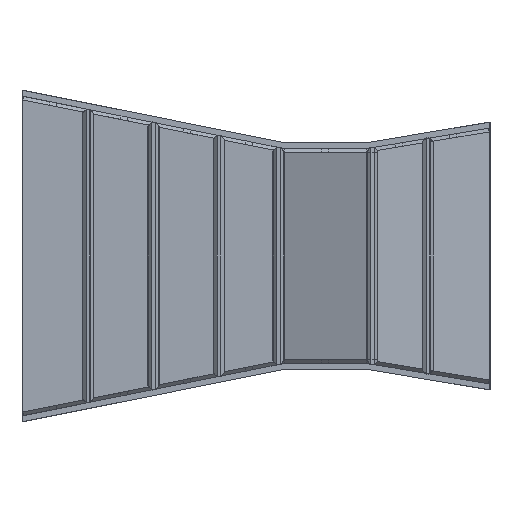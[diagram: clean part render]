
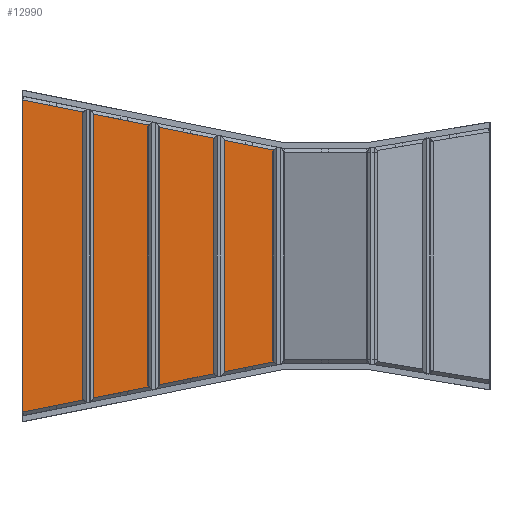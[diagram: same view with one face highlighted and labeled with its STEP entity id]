
A CAD part, front view. The second image highlights one B-rep face of the part: STEP entity #12990.
In plain terms, the highlighted planar face has unit normal (0, -1, 0).
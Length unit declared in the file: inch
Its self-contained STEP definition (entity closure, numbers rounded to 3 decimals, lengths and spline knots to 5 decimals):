
#271 = EDGE_CURVE ( 'NONE', #15163, #6116, #1543, .T. ) ;
#299 = DIRECTION ( 'NONE',  ( 0., 0., 1. ) ) ;
#1075 = VECTOR ( 'NONE', #13121, 39.37008 ) ;
#1329 = ORIENTED_EDGE ( 'NONE', *, *, #14742, .T. ) ;
#1543 = LINE ( 'NONE', #8907, #9592 ) ;
#2008 = ORIENTED_EDGE ( 'NONE', *, *, #271, .F. ) ;
#2475 = VERTEX_POINT ( 'NONE', #9788 ) ;
#2698 = VERTEX_POINT ( 'NONE', #15891 ) ;
#3070 = EDGE_LOOP ( 'NONE', ( #2008, #7473, #1329, #14461 ) ) ;
#3528 = CARTESIAN_POINT ( 'NONE',  ( -90.4822, -0.25, -45.3125 ) ) ;
#4202 = CARTESIAN_POINT ( 'NONE',  ( -88.2322, -0.25, -45.51741 ) ) ;
#4668 = VECTOR ( 'NONE', #6076, 39.37008 ) ;
#4848 = PLANE ( 'NONE',  #12686 ) ;
#5400 = CARTESIAN_POINT ( 'NONE',  ( -11.95092, -0.25, -30.24514 ) ) ;
#5924 = DIRECTION ( 'NONE',  ( 0., 0., -1. ) ) ;
#6076 = DIRECTION ( 'NONE',  ( 0.981, 0., -0.196 ) ) ;
#6116 = VERTEX_POINT ( 'NONE', #14631 ) ;
#6914 = CARTESIAN_POINT ( 'NONE',  ( -12.04533, -0.25, -45.3125 ) ) ;
#7473 = ORIENTED_EDGE ( 'NONE', *, *, #9607, .F. ) ;
#8907 = CARTESIAN_POINT ( 'NONE',  ( -88.2322, -0.25, -45.3125 ) ) ;
#9335 = DIRECTION ( 'NONE',  ( -0.981, 0., -0.196 ) ) ;
#9592 = VECTOR ( 'NONE', #299, 39.37008 ) ;
#9607 = EDGE_CURVE ( 'NONE', #2698, #15163, #15636, .T. ) ;
#9788 = CARTESIAN_POINT ( 'NONE',  ( -12.04533, -0.25, 30.26404 ) ) ;
#9926 = LINE ( 'NONE', #10021, #4668 ) ;
#9942 = DIRECTION ( 'NONE',  ( 0., -1., 0. ) ) ;
#9957 = VECTOR ( 'NONE', #9335, 39.37008 ) ;
#10021 = CARTESIAN_POINT ( 'NONE',  ( -11.95092, -0.25, 30.24514 ) ) ;
#11147 = EDGE_CURVE ( 'NONE', #6116, #2475, #9926, .T. ) ;
#11695 = LINE ( 'NONE', #6914, #1075 ) ;
#12686 = AXIS2_PLACEMENT_3D ( 'NONE', #3528, #9942, #5924 ) ;
#12990 = ADVANCED_FACE ( 'NONE', ( #16169 ), #4848, .T. ) ;
#13121 = DIRECTION ( 'NONE',  ( 0., 0., 1. ) ) ;
#14461 = ORIENTED_EDGE ( 'NONE', *, *, #11147, .F. ) ;
#14631 = CARTESIAN_POINT ( 'NONE',  ( -88.2322, -0.25, 45.51741 ) ) ;
#14742 = EDGE_CURVE ( 'NONE', #2698, #2475, #11695, .T. ) ;
#15163 = VERTEX_POINT ( 'NONE', #4202 ) ;
#15636 = LINE ( 'NONE', #5400, #9957 ) ;
#15891 = CARTESIAN_POINT ( 'NONE',  ( -12.04533, -0.25, -30.26404 ) ) ;
#16169 = FACE_OUTER_BOUND ( 'NONE', #3070, .T. ) ;
